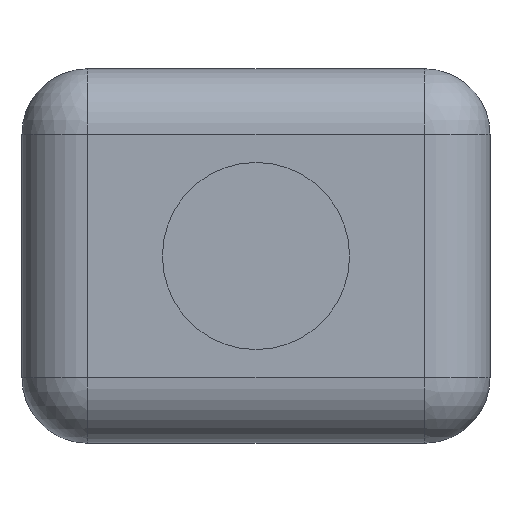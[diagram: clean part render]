
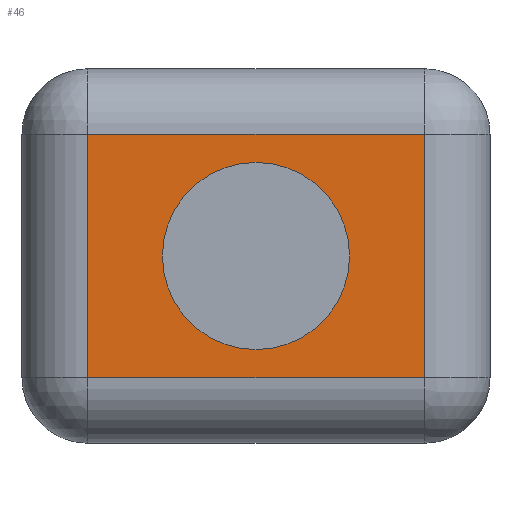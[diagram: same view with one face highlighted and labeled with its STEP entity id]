
A CAD part, front view. The second image highlights one B-rep face of the part: STEP entity #46.
In plain terms, the highlighted planar face has unit normal (0, -1, 0).
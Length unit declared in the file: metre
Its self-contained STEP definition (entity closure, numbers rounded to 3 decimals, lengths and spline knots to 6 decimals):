
#46 = ADVANCED_FACE( '', ( #86, #87 ), #88, .T. );
#86 = FACE_OUTER_BOUND( '', #177, .T. );
#87 = FACE_BOUND( '', #178, .T. );
#88 = PLANE( '', #179 );
#177 = EDGE_LOOP( '', ( #268, #269, #270, #271 ) );
#178 = EDGE_LOOP( '', ( #272 ) );
#179 = AXIS2_PLACEMENT_3D( '', #273, #274, #275 );
#268 = ORIENTED_EDGE( '', *, *, #507, .T. );
#269 = ORIENTED_EDGE( '', *, *, #508, .T. );
#270 = ORIENTED_EDGE( '', *, *, #509, .T. );
#271 = ORIENTED_EDGE( '', *, *, #510, .T. );
#272 = ORIENTED_EDGE( '', *, *, #511, .T. );
#273 = CARTESIAN_POINT( '', ( 0.025, 0., 0. ) );
#274 = DIRECTION( '', ( 0., -1., 0. ) );
#275 = DIRECTION( '', ( 0., 0., -1. ) );
#507 = EDGE_CURVE( '', #568, #569, #570, .T. );
#508 = EDGE_CURVE( '', #569, #571, #572, .F. );
#509 = EDGE_CURVE( '', #571, #573, #574, .T. );
#510 = EDGE_CURVE( '', #573, #568, #575, .T. );
#511 = EDGE_CURVE( '', #576, #576, #577, .F. );
#568 = VERTEX_POINT( '', #666 );
#569 = VERTEX_POINT( '', #667 );
#570 = LINE( '', #668, #669 );
#571 = VERTEX_POINT( '', #670 );
#572 = LINE( '', #671, #672 );
#573 = VERTEX_POINT( '', #673 );
#574 = LINE( '', #674, #675 );
#575 = LINE( '', #676, #677 );
#576 = VERTEX_POINT( '', #678 );
#577 = CIRCLE( '', #679, 0.01 );
#666 = CARTESIAN_POINT( '', ( 0.043, 0., 0.033 ) );
#667 = CARTESIAN_POINT( '', ( 0.007, 0., 0.033 ) );
#668 = CARTESIAN_POINT( '', ( 0.025, 0., 0.033 ) );
#669 = VECTOR( '', #788, 1. );
#670 = CARTESIAN_POINT( '', ( 0.007, 0., 0.007 ) );
#671 = CARTESIAN_POINT( '', ( 0.007, 0., 0. ) );
#672 = VECTOR( '', #789, 1. );
#673 = CARTESIAN_POINT( '', ( 0.043, 0., 0.007 ) );
#674 = CARTESIAN_POINT( '', ( 0.025, 0., 0.007 ) );
#675 = VECTOR( '', #790, 1. );
#676 = CARTESIAN_POINT( '', ( 0.043, 0., 0. ) );
#677 = VECTOR( '', #791, 1. );
#678 = CARTESIAN_POINT( '', ( 0.025, 0., 0.01 ) );
#679 = AXIS2_PLACEMENT_3D( '', #792, #793, #794 );
#788 = DIRECTION( '', ( -1., 0., 0. ) );
#789 = DIRECTION( '', ( 0., 0., 1. ) );
#790 = DIRECTION( '', ( 1., 0., 0. ) );
#791 = DIRECTION( '', ( 0., 0., 1. ) );
#792 = CARTESIAN_POINT( '', ( 0.025, 0., 0.02 ) );
#793 = DIRECTION( '', ( 0., -1., 0. ) );
#794 = DIRECTION( '', ( 0., 0., -1. ) );
